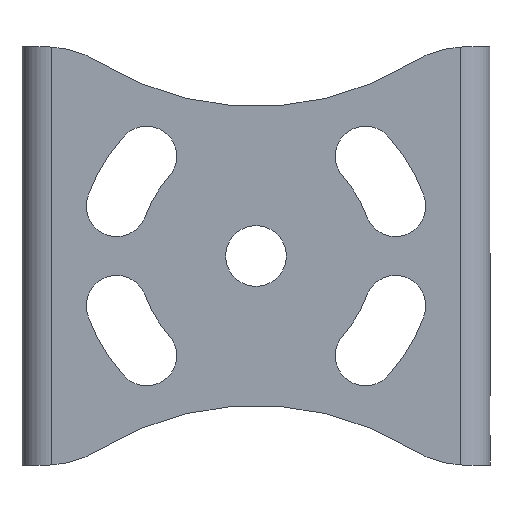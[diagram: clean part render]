
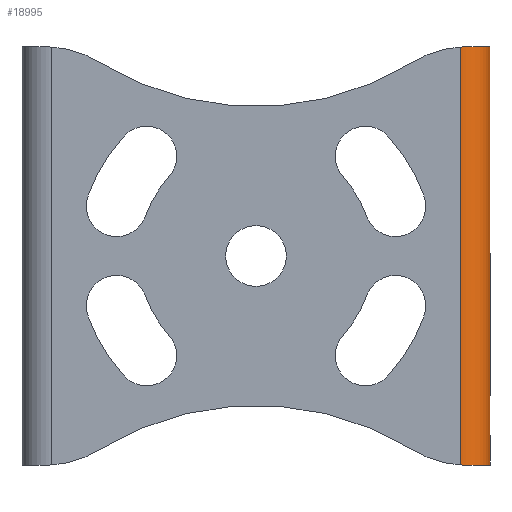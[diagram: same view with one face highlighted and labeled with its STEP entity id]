
A CAD part, front view. The second image highlights one B-rep face of the part: STEP entity #18995.
In plain terms, the highlighted cylindrical face has radius 3 mm (diameter 6 mm), a partial arc.
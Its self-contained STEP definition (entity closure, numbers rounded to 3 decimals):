
#32=CYLINDRICAL_SURFACE('',#19635,3.);
#153=CIRCLE('',#19633,3.);
#155=CIRCLE('',#19636,3.);
#1843=FACE_OUTER_BOUND('',#3042,.T.);
#3042=EDGE_LOOP('',(#16288,#16289,#16290,#16291,#16292,#16293));
#3839=LINE('',#29400,#5326);
#4547=LINE('',#36275,#6034);
#5326=VECTOR('',#20982,10.);
#6034=VECTOR('',#22290,10.);
#7077=B_SPLINE_CURVE_WITH_KNOTS('',3,(#36258,#36259,#36260,#36261),
 .UNSPECIFIED.,.F.,.F.,(4,4),(0.457,0.513),
 .UNSPECIFIED.);
#7079=B_SPLINE_CURVE_WITH_KNOTS('',3,(#36277,#36278,#36279,#36280),
 .UNSPECIFIED.,.F.,.F.,(4,4),(0.398,0.454),
 .UNSPECIFIED.);
#7912=VERTEX_POINT('',#29397);
#7913=VERTEX_POINT('',#29399);
#8752=VERTEX_POINT('',#36255);
#8753=VERTEX_POINT('',#36257);
#8756=VERTEX_POINT('',#36274);
#8757=VERTEX_POINT('',#36276);
#10046=EDGE_CURVE('',#7912,#7913,#3839,.T.);
#11295=EDGE_CURVE('',#8752,#8753,#7077,.T.);
#11298=EDGE_CURVE('',#8753,#7912,#153,.T.);
#11301=EDGE_CURVE('',#8756,#8752,#4547,.T.);
#11302=EDGE_CURVE('',#8757,#8756,#7079,.T.);
#11303=EDGE_CURVE('',#7913,#8757,#155,.T.);
#16288=ORIENTED_EDGE('',*,*,#11295,.F.);
#16289=ORIENTED_EDGE('',*,*,#11301,.F.);
#16290=ORIENTED_EDGE('',*,*,#11302,.F.);
#16291=ORIENTED_EDGE('',*,*,#11303,.F.);
#16292=ORIENTED_EDGE('',*,*,#10046,.F.);
#16293=ORIENTED_EDGE('',*,*,#11298,.F.);
#18995=ADVANCED_FACE('',(#1843),#32,.T.);
#19633=AXIS2_PLACEMENT_3D('',#36269,#22283,#22284);
#19635=AXIS2_PLACEMENT_3D('',#36273,#22288,#22289);
#19636=AXIS2_PLACEMENT_3D('',#36281,#22291,#22292);
#20982=DIRECTION('',(0.,0.,-1.));
#22283=DIRECTION('center_axis',(0.,0.,
1.));
#22284=DIRECTION('ref_axis',(0.,-1.,0.));
#22288=DIRECTION('center_axis',(0.,0.,
1.));
#22289=DIRECTION('ref_axis',(0.,-1.,0.));
#22290=DIRECTION('',(0.,0.,1.));
#22291=DIRECTION('center_axis',(0.,0.,
-1.));
#22292=DIRECTION('ref_axis',(1.,0.,0.));
#29397=CARTESIAN_POINT('',(47.,3.,0.));
#29399=CARTESIAN_POINT('',(47.,3.,-42.));
#29400=CARTESIAN_POINT('',(47.,3.,-21.));
#36255=CARTESIAN_POINT('',(44.,0.,-0.016));
#36257=CARTESIAN_POINT('',(44.571,0.055,0.));
#36258=CARTESIAN_POINT('Ctrl Pts',(44.,0.,-0.016));
#36259=CARTESIAN_POINT('Ctrl Pts',(44.187,0.,
-0.006));
#36260=CARTESIAN_POINT('Ctrl Pts',(44.379,0.018,
0.));
#36261=CARTESIAN_POINT('Ctrl Pts',(44.571,0.055,
0.));
#36269=CARTESIAN_POINT('Origin',(44.,3.,0.));
#36273=CARTESIAN_POINT('Origin',(44.,3.,-21.));
#36274=CARTESIAN_POINT('',(44.,0.,-41.984));
#36275=CARTESIAN_POINT('',(44.,0.,-31.5));
#36276=CARTESIAN_POINT('',(44.571,0.055,-42.));
#36277=CARTESIAN_POINT('Ctrl Pts',(44.571,0.055,
-42.));
#36278=CARTESIAN_POINT('Ctrl Pts',(44.379,0.018,
-42.));
#36279=CARTESIAN_POINT('Ctrl Pts',(44.187,0.,
-41.994));
#36280=CARTESIAN_POINT('Ctrl Pts',(44.,0.,-41.984));
#36281=CARTESIAN_POINT('Origin',(44.,3.,-42.));
